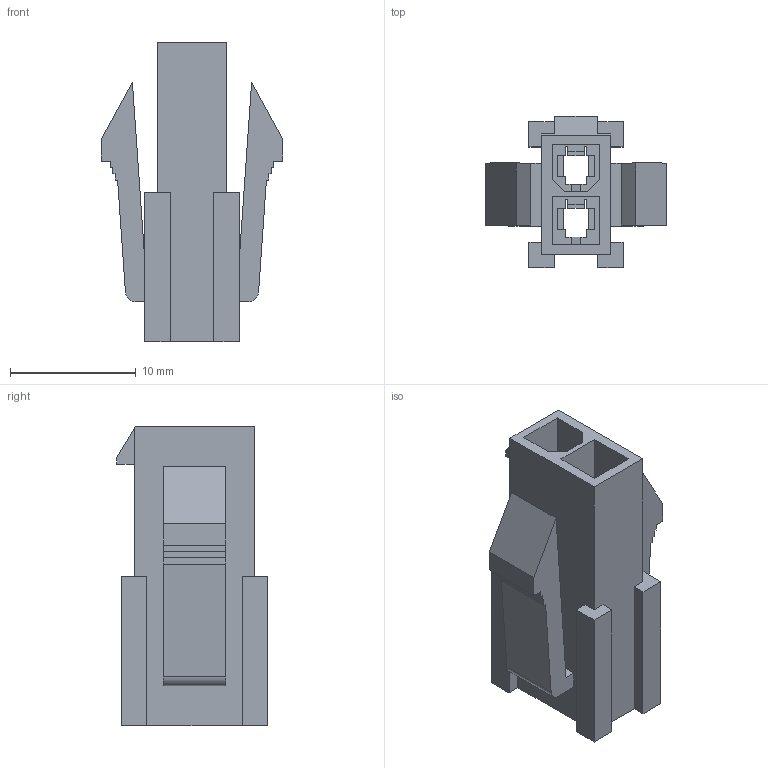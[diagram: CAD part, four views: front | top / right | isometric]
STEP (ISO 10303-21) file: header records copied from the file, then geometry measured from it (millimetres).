
FILE_DESCRIPTION(/* description */ ('Unknown'),/* implementation_level */ '2;1');
FILE_NAME(/* name */ '64900221822',/* time_stamp */ '2019-08-16T11:47:21+02:00',/* author */ ('Unknown'),/* organization */ ('Unknown'),/* preprocessor_version */ 'ST-DEVELOPER v16.7',/* originating_system */ 'DEX',/* authorisation */ $);
FILE_SCHEMA (('AUTOMOTIVE_DESIGN {1 0 10303 214 3 1 1}'));
Length unit declared in the file: millimetre
Products named in the file (2): 6490xx21822; 64900221822
Assembly tree (1 placements, depth 2):
  6490xx21822
    64900221822
Bounding box: 14.5 x 12 x 23.9 mm (x, y, z)
Volume: 1159.1 mm3; surface area: 2228 mm2
Topology: 1 solids, 1 shells, 163 faces, 465 edges, 306 vertices
Faces by surface type: plane 161, cylinder 2
Entity records: 5244 total; most frequent: CARTESIAN_POINT 936, ORIENTED_EDGE 930, DIRECTION 799, EDGE_CURVE 465, LINE 461, VECTOR 461, VERTEX_POINT 306, EDGE_LOOP 169
